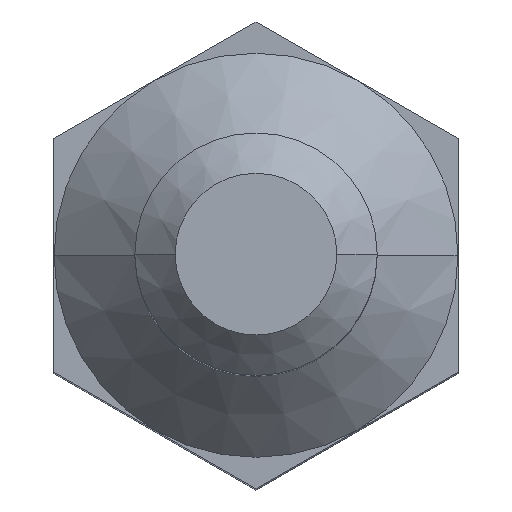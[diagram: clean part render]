
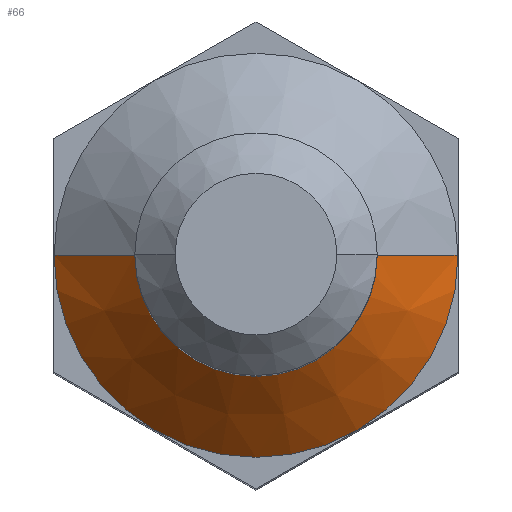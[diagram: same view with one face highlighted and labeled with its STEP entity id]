
A CAD part, top view. The second image highlights one B-rep face of the part: STEP entity #66.
In plain terms, the highlighted conical face has half-angle 45 degrees and reference radius 1.5 mm.
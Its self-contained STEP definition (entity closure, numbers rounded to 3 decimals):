
#66=ADVANCED_FACE('NONE',(#112),#113,.T.);
#112=FACE_OUTER_BOUND('',#161,.T.);
#113=CONICAL_SURFACE('',#162,1.5,0.785);
#161=EDGE_LOOP('',(#312,#313,#314,#315,#316,#317));
#162=AXIS2_PLACEMENT_3D('',#318,#319,#320);
#312=ORIENTED_EDGE('',*,*,#351,.T.);
#313=ORIENTED_EDGE('',*,*,#366,.F.);
#314=ORIENTED_EDGE('',*,*,#363,.F.);
#315=ORIENTED_EDGE('',*,*,#360,.F.);
#316=ORIENTED_EDGE('',*,*,#353,.T.);
#317=ORIENTED_EDGE('',*,*,#387,.F.);
#318=CARTESIAN_POINT('',(0.0,0.0,11.0));
#319=DIRECTION('',(0.0,0.0,-1.0));
#320=DIRECTION('',(-1.0,0.0,0.0));
#351=EDGE_CURVE('',#410,#411,#412,.T.);
#353=EDGE_CURVE('',#415,#413,#416,.T.);
#360=EDGE_CURVE('NONE',#415,#426,#427,.T.);
#363=EDGE_CURVE('NONE',#426,#431,#432,.T.);
#366=EDGE_CURVE('NONE',#431,#411,#436,.T.);
#387=EDGE_CURVE('NONE',#410,#413,#466,.T.);
#410=VERTEX_POINT('',#495);
#411=VERTEX_POINT('NONE',#496);
#412=LINE('',#497,#498);
#413=VERTEX_POINT('NONE',#499);
#415=VERTEX_POINT('NONE',#501);
#416=LINE('',#502,#503);
#426=VERTEX_POINT('NONE',#516);
#427=CIRCLE('',#517,2.5);
#431=VERTEX_POINT('NONE',#523);
#432=CIRCLE('',#524,2.5);
#436=CIRCLE('',#530,2.5);
#466=CIRCLE('',#579,1.5);
#495=CARTESIAN_POINT('',(-1.5,0.,11.0));
#496=CARTESIAN_POINT('',(-2.5,0.0,10.0));
#497=CARTESIAN_POINT('',(-1.5,0.,11.0));
#498=VECTOR('',#601,1.0);
#499=CARTESIAN_POINT('',(1.5,0.0,11.0));
#501=CARTESIAN_POINT('',(2.5,0.0,10.0));
#502=CARTESIAN_POINT('',(1.5,0.,11.0));
#503=VECTOR('',#605,1.0);
#516=CARTESIAN_POINT('',(1.25,-2.165,10.0));
#517=AXIS2_PLACEMENT_3D('',#618,#619,#620);
#523=CARTESIAN_POINT('',(-1.25,-2.165,10.0));
#524=AXIS2_PLACEMENT_3D('',#623,#624,#625);
#530=AXIS2_PLACEMENT_3D('',#628,#629,#630);
#579=AXIS2_PLACEMENT_3D('',#653,#654,#655);
#601=DIRECTION('',(-0.707,0.,-0.707));
#605=DIRECTION('',(-0.707,0.,0.707));
#618=CARTESIAN_POINT('',(0.0,0.0,10.0));
#619=DIRECTION('',(0.0,0.0,-1.0));
#620=DIRECTION('',(1.0,0.0,0.0));
#623=CARTESIAN_POINT('',(0.0,0.0,10.0));
#624=DIRECTION('',(0.0,0.0,-1.0));
#625=DIRECTION('',(1.0,0.0,0.0));
#628=CARTESIAN_POINT('',(0.0,0.0,10.0));
#629=DIRECTION('',(0.0,0.0,-1.0));
#630=DIRECTION('',(1.0,0.,0.0));
#653=CARTESIAN_POINT('',(0.0,0.0,11.0));
#654=DIRECTION('',(0.0,0.0,1.0));
#655=DIRECTION('',(1.0,0.0,0.0));
